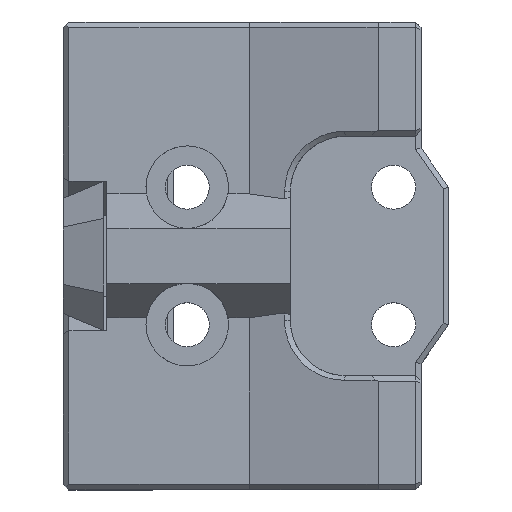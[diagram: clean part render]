
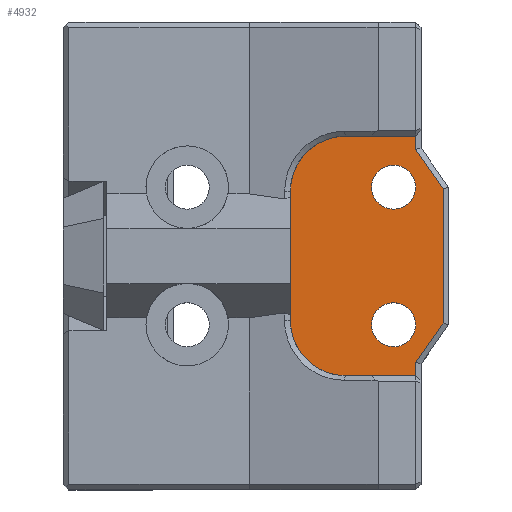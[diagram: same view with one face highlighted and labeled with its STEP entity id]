
A CAD part, top view. The second image highlights one B-rep face of the part: STEP entity #4932.
In plain terms, the highlighted planar face has unit normal (0, 0, 1).
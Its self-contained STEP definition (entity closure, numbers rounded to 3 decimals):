
#136=FACE_BOUND('',#673,.T.);
#137=FACE_BOUND('',#674,.T.);
#181=PLANE('',#5250);
#382=FACE_OUTER_BOUND('',#672,.T.);
#672=EDGE_LOOP('',(#3569,#3570,#3571,#3572,#3573,#3574,#3575,#3576,#3577,
#3578));
#673=EDGE_LOOP('',(#3579));
#674=EDGE_LOOP('',(#3580));
#958=LINE('',#7146,#1509);
#961=LINE('',#7152,#1512);
#964=LINE('',#7158,#1515);
#967=LINE('',#7164,#1518);
#987=LINE('',#7204,#1538);
#1025=LINE('',#7281,#1576);
#1026=LINE('',#7285,#1577);
#1027=LINE('',#7288,#1578);
#1509=VECTOR('',#5712,10.);
#1512=VECTOR('',#5717,10.);
#1515=VECTOR('',#5722,10.);
#1518=VECTOR('',#5727,10.);
#1538=VECTOR('',#5759,10.);
#1576=VECTOR('',#5833,10.);
#1577=VECTOR('',#5836,10.);
#1578=VECTOR('',#5839,10.);
#2049=CIRCLE('',#5251,4.);
#2050=CIRCLE('',#5252,4.);
#2051=CIRCLE('',#5253,1.6);
#2052=CIRCLE('',#5254,1.6);
#2214=VERTEX_POINT('',#7137);
#2217=VERTEX_POINT('',#7145);
#2219=VERTEX_POINT('',#7151);
#2221=VERTEX_POINT('',#7157);
#2223=VERTEX_POINT('',#7163);
#2236=VERTEX_POINT('',#7198);
#2258=VERTEX_POINT('',#7280);
#2259=VERTEX_POINT('',#7282);
#2260=VERTEX_POINT('',#7284);
#2261=VERTEX_POINT('',#7286);
#2262=VERTEX_POINT('',#7289);
#2263=VERTEX_POINT('',#7291);
#2690=EDGE_CURVE('',#2214,#2217,#958,.T.);
#2693=EDGE_CURVE('',#2217,#2219,#961,.T.);
#2696=EDGE_CURVE('',#2219,#2221,#964,.T.);
#2699=EDGE_CURVE('',#2221,#2223,#967,.T.);
#2719=EDGE_CURVE('',#2223,#2236,#987,.T.);
#2759=EDGE_CURVE('',#2258,#2214,#1025,.T.);
#2760=EDGE_CURVE('',#2259,#2258,#2049,.T.);
#2761=EDGE_CURVE('',#2260,#2259,#1026,.T.);
#2762=EDGE_CURVE('',#2261,#2260,#2050,.T.);
#2763=EDGE_CURVE('',#2236,#2261,#1027,.T.);
#2764=EDGE_CURVE('',#2262,#2262,#2051,.T.);
#2765=EDGE_CURVE('',#2263,#2263,#2052,.T.);
#3569=ORIENTED_EDGE('',*,*,#2690,.F.);
#3570=ORIENTED_EDGE('',*,*,#2759,.F.);
#3571=ORIENTED_EDGE('',*,*,#2760,.F.);
#3572=ORIENTED_EDGE('',*,*,#2761,.F.);
#3573=ORIENTED_EDGE('',*,*,#2762,.F.);
#3574=ORIENTED_EDGE('',*,*,#2763,.F.);
#3575=ORIENTED_EDGE('',*,*,#2719,.F.);
#3576=ORIENTED_EDGE('',*,*,#2699,.F.);
#3577=ORIENTED_EDGE('',*,*,#2696,.F.);
#3578=ORIENTED_EDGE('',*,*,#2693,.F.);
#3579=ORIENTED_EDGE('',*,*,#2764,.T.);
#3580=ORIENTED_EDGE('',*,*,#2765,.T.);
#4932=ADVANCED_FACE('',(#382,#136,#137),#181,.T.);
#5250=AXIS2_PLACEMENT_3D('',#7279,#5831,#5832);
#5251=AXIS2_PLACEMENT_3D('',#7283,#5834,#5835);
#5252=AXIS2_PLACEMENT_3D('',#7287,#5837,#5838);
#5253=AXIS2_PLACEMENT_3D('',#7290,#5840,#5841);
#5254=AXIS2_PLACEMENT_3D('',#7292,#5842,#5843);
#5712=DIRECTION('',(0.,-1.,0.));
#5717=DIRECTION('',(0.574,-0.819,0.));
#5722=DIRECTION('',(0.,-1.,0.));
#5727=DIRECTION('',(-0.574,-0.819,0.));
#5759=DIRECTION('',(0.,-1.,0.));
#5831=DIRECTION('center_axis',(0.,0.,
1.));
#5832=DIRECTION('ref_axis',(1.,0.,0.));
#5833=DIRECTION('',(1.,0.,0.));
#5834=DIRECTION('center_axis',(0.,0.,
-1.));
#5835=DIRECTION('ref_axis',(-1.,0.,0.));
#5836=DIRECTION('',(0.,1.,0.));
#5837=DIRECTION('center_axis',(0.,0.,
-1.));
#5838=DIRECTION('ref_axis',(1.,0.,0.));
#5839=DIRECTION('',(-1.,0.,0.));
#5840=DIRECTION('center_axis',(0.,0.,
-1.));
#5841=DIRECTION('ref_axis',(1.,0.,0.));
#5842=DIRECTION('center_axis',(0.,0.,
-1.));
#5843=DIRECTION('ref_axis',(1.,0.,0.));
#7137=CARTESIAN_POINT('',(39.06,8.7,40.1));
#7145=CARTESIAN_POINT('',(39.06,7.73,40.1));
#7146=CARTESIAN_POINT('',(39.06,-7.7,40.1));
#7151=CARTESIAN_POINT('',(41.06,4.874,40.1));
#7152=CARTESIAN_POINT('',(45.431,-1.369,40.1));
#7157=CARTESIAN_POINT('',(41.06,-4.874,40.1));
#7158=CARTESIAN_POINT('',(41.06,-10.2,40.1));
#7163=CARTESIAN_POINT('',(39.06,-7.73,40.1));
#7164=CARTESIAN_POINT('',(37.196,-10.393,40.1));
#7198=CARTESIAN_POINT('',(39.06,-8.7,40.1));
#7204=CARTESIAN_POINT('',(39.06,-7.7,40.1));
#7279=CARTESIAN_POINT('Origin',(38.46,-15.4,40.1));
#7280=CARTESIAN_POINT('',(33.96,8.7,40.1));
#7281=CARTESIAN_POINT('',(16.31,8.7,40.1));
#7282=CARTESIAN_POINT('',(29.96,4.7,40.1));
#7283=CARTESIAN_POINT('Origin',(33.96,4.7,40.1));
#7284=CARTESIAN_POINT('',(29.96,-4.7,40.1));
#7285=CARTESIAN_POINT('',(29.96,0.36,40.1));
#7286=CARTESIAN_POINT('',(33.96,-8.7,40.1));
#7287=CARTESIAN_POINT('Origin',(33.96,-4.7,40.1));
#7288=CARTESIAN_POINT('',(16.31,-8.7,40.1));
#7289=CARTESIAN_POINT('',(35.86,5.,40.1));
#7290=CARTESIAN_POINT('Origin',(37.46,5.,40.1));
#7291=CARTESIAN_POINT('',(35.86,-5.,40.1));
#7292=CARTESIAN_POINT('Origin',(37.46,-5.,40.1));
